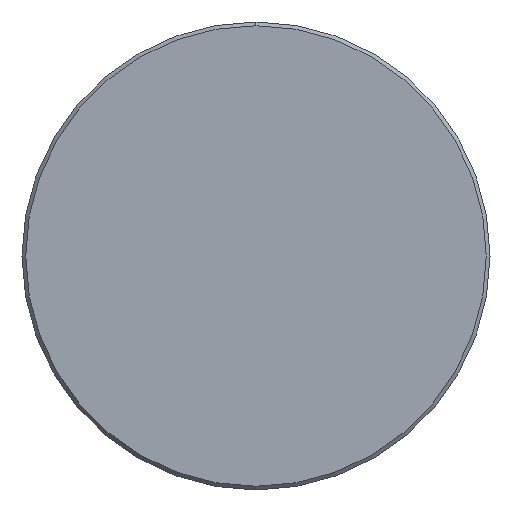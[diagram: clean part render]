
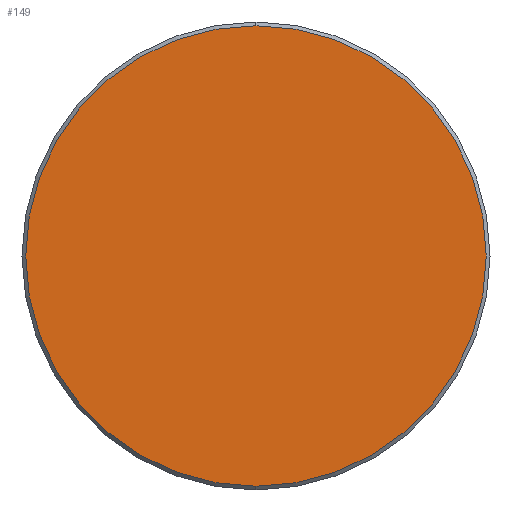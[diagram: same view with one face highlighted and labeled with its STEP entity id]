
A CAD part, left-side view. The second image highlights one B-rep face of the part: STEP entity #149.
In plain terms, the highlighted planar face has unit normal (-1, 0, 0).
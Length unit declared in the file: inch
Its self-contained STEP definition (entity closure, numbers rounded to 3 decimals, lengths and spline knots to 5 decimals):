
#15 = CIRCLE ( 'NONE', #240, 0.615 ) ;
#19 = ORIENTED_EDGE ( 'NONE', *, *, #87, .T. ) ;
#23 = CARTESIAN_POINT ( 'NONE',  ( -18., 0., 0. ) ) ;
#31 = DIRECTION ( 'NONE',  ( 0., 0., -1. ) ) ;
#36 = CARTESIAN_POINT ( 'NONE',  ( -18., 0., -0.615 ) ) ;
#64 = CIRCLE ( 'NONE', #168, 0.615 ) ;
#82 = EDGE_CURVE ( 'NONE', #152, #267, #15, .T. ) ;
#87 = EDGE_CURVE ( 'NONE', #267, #152, #64, .T. ) ;
#101 = CARTESIAN_POINT ( 'NONE',  ( -18., 0., 0. ) ) ;
#120 = DIRECTION ( 'NONE',  ( 0., 0., -1. ) ) ;
#124 = CARTESIAN_POINT ( 'NONE',  ( -18., 0., 0.615 ) ) ;
#141 = CARTESIAN_POINT ( 'NONE',  ( -18., 0., 0. ) ) ;
#148 = AXIS2_PLACEMENT_3D ( 'NONE', #101, #191, #31 ) ;
#149 = ADVANCED_FACE ( 'NONE', ( #273 ), #230, .F. ) ;
#152 = VERTEX_POINT ( 'NONE', #124 ) ;
#168 = AXIS2_PLACEMENT_3D ( 'NONE', #23, #243, #120 ) ;
#178 = EDGE_LOOP ( 'NONE', ( #19, #242 ) ) ;
#186 = DIRECTION ( 'NONE',  ( -1., 0., 0. ) ) ;
#191 = DIRECTION ( 'NONE',  ( 1., 0., 0. ) ) ;
#204 = DIRECTION ( 'NONE',  ( 0., 0., -1. ) ) ;
#230 = PLANE ( 'NONE',  #148 ) ;
#240 = AXIS2_PLACEMENT_3D ( 'NONE', #141, #186, #204 ) ;
#242 = ORIENTED_EDGE ( 'NONE', *, *, #82, .T. ) ;
#243 = DIRECTION ( 'NONE',  ( -1., 0., 0. ) ) ;
#267 = VERTEX_POINT ( 'NONE', #36 ) ;
#273 = FACE_OUTER_BOUND ( 'NONE', #178, .T. ) ;
